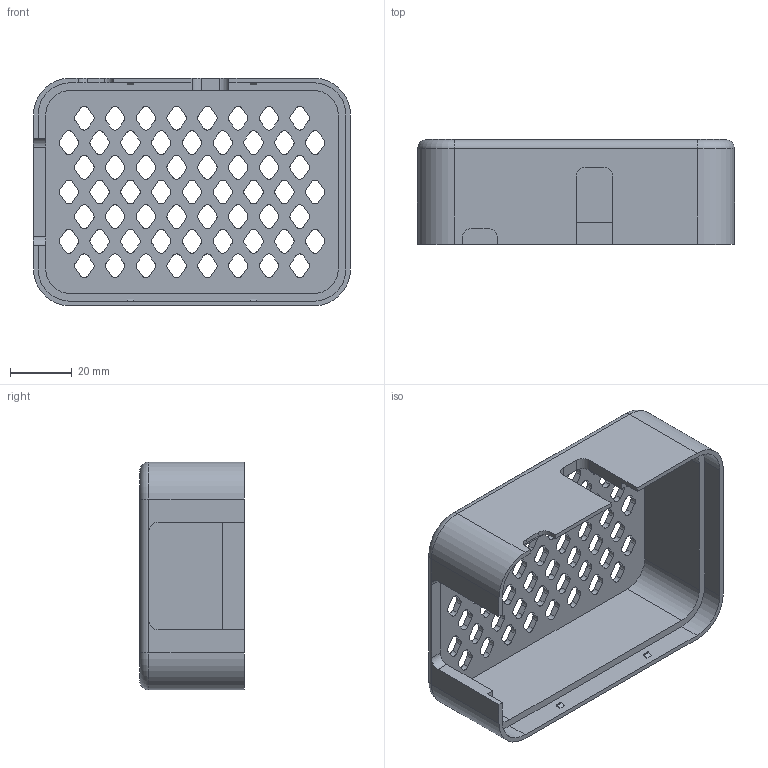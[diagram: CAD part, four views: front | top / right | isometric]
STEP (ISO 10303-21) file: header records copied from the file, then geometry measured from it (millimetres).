
FILE_DESCRIPTION(/* description */ (''),/* implementation_level */ '2;1');
FILE_NAME(/* name */ 'snapfit v7.step',/* time_stamp */ '2023-08-02T14:12:07+09:00',/* author */ (''),/* organization */ (''),/* preprocessor_version */ 'ST-DEVELOPER v19.2',/* originating_system */ 'Autodesk Translation Framework v12.6.0.85',/* authorisation */ '');
FILE_SCHEMA (('AUTOMOTIVE_DESIGN { 1 0 10303 214 3 1 1 }'));
Length unit declared in the file: millimetre
Products named in the file (1): snapfit
Bounding box: 103 x 34 x 74 mm (x, y, z)
Volume: 41300.6 mm3; surface area: 32043.8 mm2
Topology: 1 solids, 1 shells, 561 faces, 1655 edges, 1100 vertices
Faces by surface type: plane 287, cylinder 270, torus 4
Entity records: 19091 total; most frequent: DIRECTION 3323, CARTESIAN_POINT 3317, ORIENTED_EDGE 3310, EDGE_CURVE 1655, LINE 1111, VECTOR 1111, AXIS2_PLACEMENT_3D 1106, VERTEX_POINT 1100
